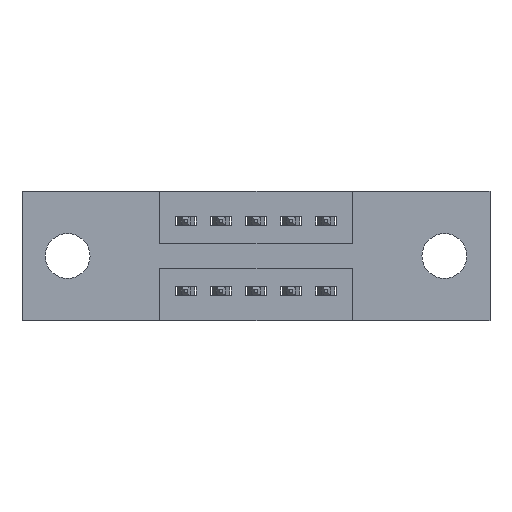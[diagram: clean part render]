
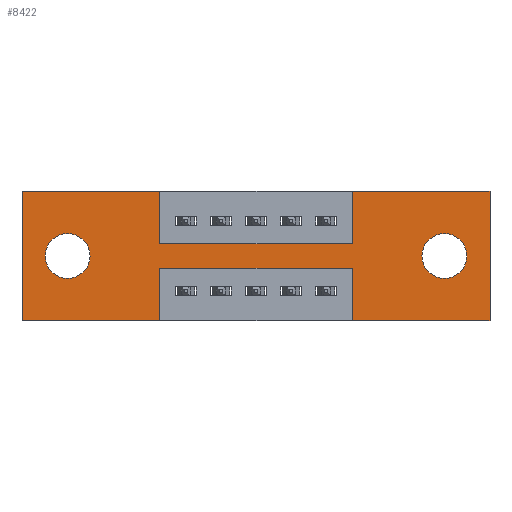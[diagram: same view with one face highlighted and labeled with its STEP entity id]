
A CAD part, front view. The second image highlights one B-rep face of the part: STEP entity #8422.
In plain terms, the highlighted planar face has unit normal (0, -1, 0).
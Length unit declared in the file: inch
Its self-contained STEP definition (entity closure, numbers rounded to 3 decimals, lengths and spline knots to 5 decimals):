
#26 = EDGE_CURVE ( 'NONE', #6882, #7323, #6687, .T. ) ;
#106 = CARTESIAN_POINT ( 'NONE',  ( 0.9425, 0., -0.22 ) ) ;
#145 = CARTESIAN_POINT ( 'NONE',  ( 1.335, 0., 0. ) ) ;
#177 = CARTESIAN_POINT ( 'NONE',  ( 0.3925, 0., 0. ) ) ;
#228 = CARTESIAN_POINT ( 'NONE',  ( 0.9425, 0., -0.37 ) ) ;
#243 = ORIENTED_EDGE ( 'NONE', *, *, #26, .T. ) ;
#306 = DIRECTION ( 'NONE',  ( 0., 0., 1. ) ) ;
#348 = ORIENTED_EDGE ( 'NONE', *, *, #7883, .T. ) ;
#357 = AXIS2_PLACEMENT_3D ( 'NONE', #2351, #7046, #3029 ) ;
#372 = VECTOR ( 'NONE', #2255, 39.37008 ) ;
#389 = CARTESIAN_POINT ( 'NONE',  ( 0.3925, 0., -0.37 ) ) ;
#406 = ORIENTED_EDGE ( 'NONE', *, *, #5632, .T. ) ;
#447 = FACE_BOUND ( 'NONE', #2404, .T. ) ;
#453 = ORIENTED_EDGE ( 'NONE', *, *, #5901, .F. ) ;
#545 = ORIENTED_EDGE ( 'NONE', *, *, #5553, .F. ) ;
#556 = CARTESIAN_POINT ( 'NONE',  ( 1.205, 0., -0.185 ) ) ;
#577 = ORIENTED_EDGE ( 'NONE', *, *, #5249, .F. ) ;
#597 = VECTOR ( 'NONE', #937, 39.37008 ) ;
#615 = CARTESIAN_POINT ( 'NONE',  ( 0.3925, 0., -0.15 ) ) ;
#689 = ORIENTED_EDGE ( 'NONE', *, *, #8752, .F. ) ;
#735 = ORIENTED_EDGE ( 'NONE', *, *, #6676, .F. ) ;
#748 = VECTOR ( 'NONE', #306, 39.37008 ) ;
#878 = VERTEX_POINT ( 'NONE', #1522 ) ;
#927 = LINE ( 'NONE', #2204, #2638 ) ;
#929 = CARTESIAN_POINT ( 'NONE',  ( 0., 0., 0. ) ) ;
#937 = DIRECTION ( 'NONE',  ( 1., 0., 0. ) ) ;
#1156 = DIRECTION ( 'NONE',  ( 0., 0., -1. ) ) ;
#1171 = CARTESIAN_POINT ( 'NONE',  ( 0., 0., -0.37 ) ) ;
#1186 = VECTOR ( 'NONE', #4639, 39.37008 ) ;
#1197 = LINE ( 'NONE', #3587, #7799 ) ;
#1293 = CARTESIAN_POINT ( 'NONE',  ( 0.13, 0., -0.185 ) ) ;
#1387 = EDGE_CURVE ( 'NONE', #2457, #8910, #3011, .T. ) ;
#1465 = LINE ( 'NONE', #7023, #8250 ) ;
#1505 = DIRECTION ( 'NONE',  ( 1., 0., 0. ) ) ;
#1522 = CARTESIAN_POINT ( 'NONE',  ( 0.3925, 0., -0.22 ) ) ;
#1609 = CIRCLE ( 'NONE', #2054, 0.064 ) ;
#1614 = EDGE_CURVE ( 'NONE', #6105, #6773, #6215, .T. ) ;
#1814 = AXIS2_PLACEMENT_3D ( 'NONE', #6956, #7630, #3615 ) ;
#1850 = VERTEX_POINT ( 'NONE', #7102 ) ;
#1923 = EDGE_CURVE ( 'NONE', #7323, #6882, #3955, .T. ) ;
#2009 = DIRECTION ( 'NONE',  ( 0., 0., 1. ) ) ;
#2054 = AXIS2_PLACEMENT_3D ( 'NONE', #1293, #6020, #2009 ) ;
#2204 = CARTESIAN_POINT ( 'NONE',  ( 0., 0., 0. ) ) ;
#2255 = DIRECTION ( 'NONE',  ( -1., 0., 0. ) ) ;
#2351 = CARTESIAN_POINT ( 'NONE',  ( 0.13, 0., -0.185 ) ) ;
#2404 = EDGE_LOOP ( 'NONE', ( #348, #406 ) ) ;
#2419 = FACE_OUTER_BOUND ( 'NONE', #7894, .T. ) ;
#2457 = VERTEX_POINT ( 'NONE', #8416 ) ;
#2514 = AXIS2_PLACEMENT_3D ( 'NONE', #556, #6824, #6969 ) ;
#2607 = ORIENTED_EDGE ( 'NONE', *, *, #8384, .F. ) ;
#2638 = VECTOR ( 'NONE', #1505, 39.37008 ) ;
#2697 = ORIENTED_EDGE ( 'NONE', *, *, #3169, .F. ) ;
#2700 = LINE ( 'NONE', #228, #748 ) ;
#2706 = VECTOR ( 'NONE', #5195, 39.37008 ) ;
#2760 = ORIENTED_EDGE ( 'NONE', *, *, #1923, .T. ) ;
#2766 = ORIENTED_EDGE ( 'NONE', *, *, #3679, .F. ) ;
#2931 = PLANE ( 'NONE',  #1814 ) ;
#3011 = LINE ( 'NONE', #6517, #6102 ) ;
#3029 = DIRECTION ( 'NONE',  ( 0., 0., 1. ) ) ;
#3074 = LINE ( 'NONE', #4045, #1186 ) ;
#3169 = EDGE_CURVE ( 'NONE', #6773, #1850, #8314, .T. ) ;
#3514 = CARTESIAN_POINT ( 'NONE',  ( 0.13, 0., -0.121 ) ) ;
#3587 = CARTESIAN_POINT ( 'NONE',  ( 0.9425, 0., 0. ) ) ;
#3615 = DIRECTION ( 'NONE',  ( 0., 0., -1. ) ) ;
#3679 = EDGE_CURVE ( 'NONE', #6846, #3795, #6063, .T. ) ;
#3795 = VERTEX_POINT ( 'NONE', #145 ) ;
#3955 = CIRCLE ( 'NONE', #5773, 0.064 ) ;
#4045 = CARTESIAN_POINT ( 'NONE',  ( 1.335, 0., 0. ) ) ;
#4050 = VERTEX_POINT ( 'NONE', #4644 ) ;
#4060 = CARTESIAN_POINT ( 'NONE',  ( 0.3925, 0., -0.15 ) ) ;
#4109 = CARTESIAN_POINT ( 'NONE',  ( 0.13, 0., -0.249 ) ) ;
#4128 = DIRECTION ( 'NONE',  ( 1., 0., 0. ) ) ;
#4259 = DIRECTION ( 'NONE',  ( 0., 1., 0. ) ) ;
#4418 = EDGE_CURVE ( 'NONE', #8910, #7218, #1465, .T. ) ;
#4639 = DIRECTION ( 'NONE',  ( 0., 0., -1. ) ) ;
#4644 = CARTESIAN_POINT ( 'NONE',  ( 1.335, 0., -0.37 ) ) ;
#4785 = CARTESIAN_POINT ( 'NONE',  ( 1.205, 0., -0.185 ) ) ;
#5018 = DIRECTION ( 'NONE',  ( -1., 0., 0. ) ) ;
#5195 = DIRECTION ( 'NONE',  ( 0., 0., -1. ) ) ;
#5249 = EDGE_CURVE ( 'NONE', #7406, #5282, #2700, .T. ) ;
#5282 = VERTEX_POINT ( 'NONE', #106 ) ;
#5439 = LINE ( 'NONE', #6247, #372 ) ;
#5481 = VERTEX_POINT ( 'NONE', #3514 ) ;
#5491 = CARTESIAN_POINT ( 'NONE',  ( 0.9425, 0., 0. ) ) ;
#5553 = EDGE_CURVE ( 'NONE', #5282, #878, #5439, .T. ) ;
#5632 = EDGE_CURVE ( 'NONE', #7979, #5481, #6644, .T. ) ;
#5723 = DIRECTION ( 'NONE',  ( 0., 0., -1. ) ) ;
#5773 = AXIS2_PLACEMENT_3D ( 'NONE', #4785, #4259, #5723 ) ;
#5901 = EDGE_CURVE ( 'NONE', #878, #2457, #8323, .T. ) ;
#5917 = DIRECTION ( 'NONE',  ( -1., 0., 0. ) ) ;
#6020 = DIRECTION ( 'NONE',  ( 0., 1., 0. ) ) ;
#6063 = LINE ( 'NONE', #929, #597 ) ;
#6102 = VECTOR ( 'NONE', #5018, 39.37008 ) ;
#6105 = VERTEX_POINT ( 'NONE', #8171 ) ;
#6197 = EDGE_CURVE ( 'NONE', #1850, #6846, #1197, .T. ) ;
#6215 = LINE ( 'NONE', #177, #2706 ) ;
#6247 = CARTESIAN_POINT ( 'NONE',  ( 0.3925, 0., -0.22 ) ) ;
#6360 = LINE ( 'NONE', #1171, #8370 ) ;
#6422 = ORIENTED_EDGE ( 'NONE', *, *, #6197, .F. ) ;
#6517 = CARTESIAN_POINT ( 'NONE',  ( 0., 0., -0.37 ) ) ;
#6644 = CIRCLE ( 'NONE', #357, 0.064 ) ;
#6676 = EDGE_CURVE ( 'NONE', #3795, #4050, #3074, .T. ) ;
#6687 = CIRCLE ( 'NONE', #2514, 0.064 ) ;
#6773 = VERTEX_POINT ( 'NONE', #615 ) ;
#6806 = CARTESIAN_POINT ( 'NONE',  ( 0., 0., -0.37 ) ) ;
#6824 = DIRECTION ( 'NONE',  ( 0., 1., 0. ) ) ;
#6846 = VERTEX_POINT ( 'NONE', #5491 ) ;
#6882 = VERTEX_POINT ( 'NONE', #8899 ) ;
#6956 = CARTESIAN_POINT ( 'NONE',  ( 0., 0., -0.37 ) ) ;
#6959 = ORIENTED_EDGE ( 'NONE', *, *, #4418, .F. ) ;
#6969 = DIRECTION ( 'NONE',  ( 0., 0., -1. ) ) ;
#7006 = DIRECTION ( 'NONE',  ( 0., 0., 1. ) ) ;
#7023 = CARTESIAN_POINT ( 'NONE',  ( 0., 0., 0. ) ) ;
#7046 = DIRECTION ( 'NONE',  ( 0., 1., 0. ) ) ;
#7102 = CARTESIAN_POINT ( 'NONE',  ( 0.9425, 0., -0.15 ) ) ;
#7155 = ORIENTED_EDGE ( 'NONE', *, *, #1387, .F. ) ;
#7218 = VERTEX_POINT ( 'NONE', #7367 ) ;
#7323 = VERTEX_POINT ( 'NONE', #8772 ) ;
#7367 = CARTESIAN_POINT ( 'NONE',  ( 0., 0., 0. ) ) ;
#7406 = VERTEX_POINT ( 'NONE', #7550 ) ;
#7550 = CARTESIAN_POINT ( 'NONE',  ( 0.9425, 0., -0.37 ) ) ;
#7598 = DIRECTION ( 'NONE',  ( 0., 0., 1. ) ) ;
#7630 = DIRECTION ( 'NONE',  ( 0., -1., 0. ) ) ;
#7766 = FACE_BOUND ( 'NONE', #8104, .T. ) ;
#7799 = VECTOR ( 'NONE', #7598, 39.37008 ) ;
#7867 = ORIENTED_EDGE ( 'NONE', *, *, #1614, .F. ) ;
#7883 = EDGE_CURVE ( 'NONE', #5481, #7979, #1609, .T. ) ;
#7894 = EDGE_LOOP ( 'NONE', ( #453, #545, #577, #689, #735, #2766, #6422, #2697, #7867, #2607, #6959, #7155 ) ) ;
#7979 = VERTEX_POINT ( 'NONE', #4109 ) ;
#8104 = EDGE_LOOP ( 'NONE', ( #2760, #243 ) ) ;
#8108 = VECTOR ( 'NONE', #4128, 39.37008 ) ;
#8171 = CARTESIAN_POINT ( 'NONE',  ( 0.3925, 0., 0. ) ) ;
#8250 = VECTOR ( 'NONE', #7006, 39.37008 ) ;
#8314 = LINE ( 'NONE', #4060, #8108 ) ;
#8323 = LINE ( 'NONE', #389, #8524 ) ;
#8370 = VECTOR ( 'NONE', #5917, 39.37008 ) ;
#8384 = EDGE_CURVE ( 'NONE', #7218, #6105, #927, .T. ) ;
#8416 = CARTESIAN_POINT ( 'NONE',  ( 0.3925, 0., -0.37 ) ) ;
#8422 = ADVANCED_FACE ( 'NONE', ( #7766, #447, #2419 ), #2931, .T. ) ;
#8524 = VECTOR ( 'NONE', #1156, 39.37008 ) ;
#8752 = EDGE_CURVE ( 'NONE', #4050, #7406, #6360, .T. ) ;
#8772 = CARTESIAN_POINT ( 'NONE',  ( 1.205, 0., -0.121 ) ) ;
#8899 = CARTESIAN_POINT ( 'NONE',  ( 1.205, 0., -0.249 ) ) ;
#8910 = VERTEX_POINT ( 'NONE', #6806 ) ;
